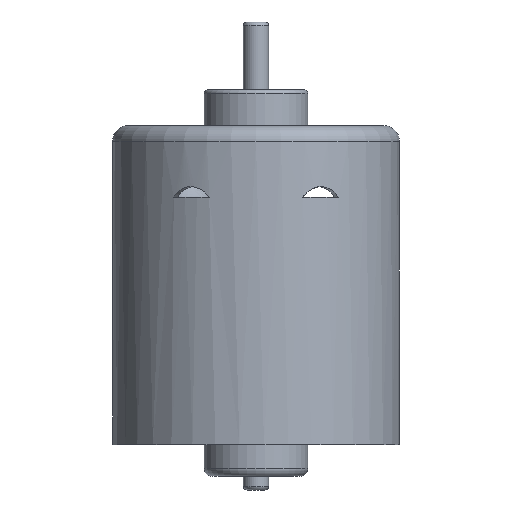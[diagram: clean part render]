
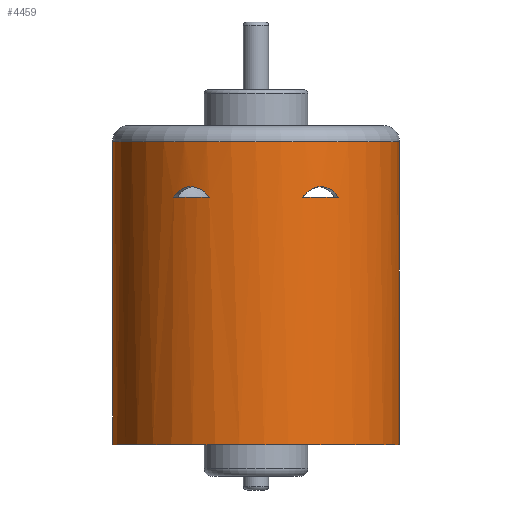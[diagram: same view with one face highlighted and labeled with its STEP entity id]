
A CAD part, left-side view. The second image highlights one B-rep face of the part: STEP entity #4459.
In plain terms, the highlighted cylindrical face has radius 18 mm (diameter 36 mm), a full revolution.
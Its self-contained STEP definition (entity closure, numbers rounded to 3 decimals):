
#37=ELLIPSE('',#4786,25.456,18.);
#39=ELLIPSE('',#4790,25.456,18.);
#41=B_SPLINE_CURVE_WITH_KNOTS('',3,(#6553,#6554,#6555,#6556,#6557,#6558,
#6559),.UNSPECIFIED.,.F.,.F.,(4,1,1,1,4),(0.,0.001,0.003,
0.004,0.006),.UNSPECIFIED.);
#43=B_SPLINE_CURVE_WITH_KNOTS('',3,(#6574,#6575,#6576,#6577,#6578,#6579,
#6580),.UNSPECIFIED.,.F.,.F.,(4,1,1,1,4),(0.,0.001,0.003,
0.004,0.006),.UNSPECIFIED.);
#45=B_SPLINE_CURVE_WITH_KNOTS('',3,(#6622,#6623,#6624,#6625,#6626,#6627,
#6628),.UNSPECIFIED.,.F.,.F.,(4,1,1,1,4),(0.,0.001,0.003,
0.004,0.006),.UNSPECIFIED.);
#48=B_SPLINE_CURVE_WITH_KNOTS('',3,(#10002,#10003,#10004,#10005,#10006,
#10007,#10008),.UNSPECIFIED.,.F.,.F.,(4,1,1,1,4),(-0.003,
-0.001,0.,0.001,0.003),
 .UNSPECIFIED.);
#151=CIRCLE('',#4776,18.);
#154=CIRCLE('',#4782,18.);
#156=CIRCLE('',#4794,18.);
#157=CIRCLE('',#4796,18.);
#159=CIRCLE('',#4800,18.);
#162=CIRCLE('',#4805,18.);
#185=CIRCLE('',#4831,18.);
#363=CYLINDRICAL_SURFACE('',#4875,18.);
#746=ORIENTED_EDGE('',*,*,#1655,.T.);
#747=ORIENTED_EDGE('',*,*,#1627,.T.);
#748=ORIENTED_EDGE('',*,*,#1616,.T.);
#749=ORIENTED_EDGE('',*,*,#1620,.T.);
#750=ORIENTED_EDGE('',*,*,#1624,.T.);
#751=ORIENTED_EDGE('',*,*,#1599,.T.);
#752=ORIENTED_EDGE('',*,*,#1601,.T.);
#753=ORIENTED_EDGE('',*,*,#1592,.T.);
#754=ORIENTED_EDGE('',*,*,#1596,.T.);
#755=ORIENTED_EDGE('',*,*,#1589,.T.);
#756=ORIENTED_EDGE('',*,*,#1587,.T.);
#757=ORIENTED_EDGE('',*,*,#1583,.T.);
#758=ORIENTED_EDGE('',*,*,#1579,.T.);
#759=ORIENTED_EDGE('',*,*,#1607,.T.);
#760=ORIENTED_EDGE('',*,*,#1605,.T.);
#761=ORIENTED_EDGE('',*,*,#1612,.T.);
#762=ORIENTED_EDGE('',*,*,#1609,.T.);
#1579=EDGE_CURVE('',#2272,#2271,#151,.F.);
#1583=EDGE_CURVE('',#2271,#2272,#41,.T.);
#1587=EDGE_CURVE('',#2274,#2277,#43,.T.);
#1589=EDGE_CURVE('',#2277,#2274,#154,.F.);
#1592=EDGE_CURVE('',#2281,#2280,#2803,.T.);
#1596=EDGE_CURVE('',#2280,#2283,#37,.T.);
#1599=EDGE_CURVE('',#2283,#2285,#2808,.T.);
#1601=EDGE_CURVE('',#2285,#2281,#39,.T.);
#1605=EDGE_CURVE('',#2286,#2289,#45,.T.);
#1607=EDGE_CURVE('',#2289,#2286,#156,.F.);
#1609=EDGE_CURVE('',#2292,#2291,#157,.F.);
#1612=EDGE_CURVE('',#2291,#2292,#48,.T.);
#1616=EDGE_CURVE('',#2296,#2295,#2813,.T.);
#1620=EDGE_CURVE('',#2295,#2299,#159,.T.);
#1624=EDGE_CURVE('',#2299,#2301,#2819,.T.);
#1627=EDGE_CURVE('',#2301,#2296,#162,.F.);
#1655=EDGE_CURVE('',#2327,#2327,#185,.T.);
#2271=VERTEX_POINT('',#6539);
#2272=VERTEX_POINT('',#6541);
#2274=VERTEX_POINT('',#6562);
#2277=VERTEX_POINT('',#6573);
#2280=VERTEX_POINT('',#6589);
#2281=VERTEX_POINT('',#6591);
#2283=VERTEX_POINT('',#6597);
#2285=VERTEX_POINT('',#6603);
#2286=VERTEX_POINT('',#6610);
#2289=VERTEX_POINT('',#6621);
#2291=VERTEX_POINT('',#6638);
#2292=VERTEX_POINT('',#6640);
#2295=VERTEX_POINT('',#10044);
#2296=VERTEX_POINT('',#10046);
#2299=VERTEX_POINT('',#10053);
#2301=VERTEX_POINT('',#10060);
#2327=VERTEX_POINT('',#10309);
#2803=LINE('',#6590,#3249);
#2808=LINE('',#6604,#3254);
#2813=LINE('',#10045,#3259);
#2819=LINE('',#10061,#3265);
#3249=VECTOR('',#5304,1000.);
#3254=VECTOR('',#5317,1000.);
#3259=VECTOR('',#5344,1000.);
#3265=VECTOR('',#5358,1000.);
#3769=EDGE_LOOP('',(#746));
#3770=EDGE_LOOP('',(#747,#748,#749,#750));
#3771=EDGE_LOOP('',(#751,#752,#753,#754));
#3772=EDGE_LOOP('',(#755,#756));
#3773=EDGE_LOOP('',(#757,#758));
#3774=EDGE_LOOP('',(#759,#760));
#3775=EDGE_LOOP('',(#761,#762));
#4068=FACE_BOUND('',#3769,.T.);
#4069=FACE_BOUND('',#3770,.T.);
#4070=FACE_BOUND('',#3771,.T.);
#4071=FACE_BOUND('',#3772,.T.);
#4072=FACE_BOUND('',#3773,.T.);
#4073=FACE_BOUND('',#3774,.T.);
#4074=FACE_BOUND('',#3775,.T.);
#4459=ADVANCED_FACE('',(#4068,#4069,#4070,#4071,#4072,#4073,#4074),#363,
 .F.);
#4776=AXIS2_PLACEMENT_3D('',#6540,#5283,#5284);
#4782=AXIS2_PLACEMENT_3D('',#6583,#5298,#5299);
#4786=AXIS2_PLACEMENT_3D('',#6598,#5311,#5312);
#4790=AXIS2_PLACEMENT_3D('',#6607,#5322,#5323);
#4794=AXIS2_PLACEMENT_3D('',#6631,#5332,#5333);
#4796=AXIS2_PLACEMENT_3D('',#6639,#5336,#5337);
#4800=AXIS2_PLACEMENT_3D('',#10054,#5350,#5351);
#4805=AXIS2_PLACEMENT_3D('',#10065,#5364,#5365);
#4831=AXIS2_PLACEMENT_3D('',#10308,#5416,#5417);
#4875=AXIS2_PLACEMENT_3D('',#11095,#5520,#5521);
#5283=DIRECTION('',(0.,0.,-1.));
#5284=DIRECTION('',(-1.,0.,0.));
#5298=DIRECTION('',(0.,0.,-1.));
#5299=DIRECTION('',(-1.,0.,0.));
#5304=DIRECTION('',(0.,0.,1.));
#5311=DIRECTION('',(0.123,-0.696,-0.707));
#5312=DIRECTION('',(0.123,-0.696,0.707));
#5317=DIRECTION('',(0.,0.,-1.));
#5322=DIRECTION('',(0.123,-0.696,0.707));
#5323=DIRECTION('',(-0.123,0.696,0.707));
#5332=DIRECTION('',(0.,0.,-1.));
#5333=DIRECTION('',(-1.,0.,0.));
#5336=DIRECTION('',(0.,0.,-1.));
#5337=DIRECTION('',(-1.,0.,0.));
#5344=DIRECTION('',(0.,0.,1.));
#5350=DIRECTION('',(0.,0.,-1.));
#5351=DIRECTION('',(-1.,0.,0.));
#5358=DIRECTION('',(0.,0.,-1.));
#5364=DIRECTION('',(0.,0.,1.));
#5365=DIRECTION('',(1.,0.,0.));
#5416=DIRECTION('',(0.,0.,1.));
#5417=DIRECTION('',(1.,0.,0.));
#5520=DIRECTION('',(0.,0.,1.));
#5521=DIRECTION('',(1.,0.,0.));
#6539=CARTESIAN_POINT('',(18.016,-6.01,8.75));
#6540=CARTESIAN_POINT('',(0.999,-0.145,8.75));
#6541=CARTESIAN_POINT('',(15.747,-10.465,8.75));
#6553=CARTESIAN_POINT('',(18.016,-6.01,8.75));
#6554=CARTESIAN_POINT('',(17.926,-6.272,9.164));
#6555=CARTESIAN_POINT('',(17.67,-6.976,9.84));
#6556=CARTESIAN_POINT('',(17.056,-8.327,10.217));
#6557=CARTESIAN_POINT('',(16.326,-9.615,9.841));
#6558=CARTESIAN_POINT('',(15.905,-10.238,9.164));
#6559=CARTESIAN_POINT('',(15.747,-10.465,8.75));
#6562=CARTESIAN_POINT('',(-13.749,-10.465,8.75));
#6573=CARTESIAN_POINT('',(-16.019,-6.01,8.75));
#6574=CARTESIAN_POINT('',(-13.749,-10.465,8.75));
#6575=CARTESIAN_POINT('',(-13.908,-10.238,9.164));
#6576=CARTESIAN_POINT('',(-14.327,-9.616,9.84));
#6577=CARTESIAN_POINT('',(-15.059,-8.326,10.217));
#6578=CARTESIAN_POINT('',(-15.672,-6.978,9.841));
#6579=CARTESIAN_POINT('',(-15.929,-6.272,9.164));
#6580=CARTESIAN_POINT('',(-16.019,-6.01,8.75));
#6583=CARTESIAN_POINT('',(0.999,-0.145,8.75));
#6589=CARTESIAN_POINT('',(4.714,-17.757,2.54));
#6590=CARTESIAN_POINT('',(4.714,-17.757,-3.25));
#6591=CARTESIAN_POINT('',(4.714,-17.757,-5.04));
#6597=CARTESIAN_POINT('',(3.532,-17.966,2.54));
#6598=CARTESIAN_POINT('',(0.999,-0.145,-15.45));
#6603=CARTESIAN_POINT('',(3.532,-17.966,-5.04));
#6604=CARTESIAN_POINT('',(3.532,-17.966,-3.25));
#6607=CARTESIAN_POINT('',(0.999,-0.145,12.95));
#6610=CARTESIAN_POINT('',(-16.019,5.72,8.75));
#6621=CARTESIAN_POINT('',(-13.749,10.175,8.75));
#6622=CARTESIAN_POINT('',(-16.019,5.72,8.75));
#6623=CARTESIAN_POINT('',(-15.929,5.982,9.164));
#6624=CARTESIAN_POINT('',(-15.672,6.687,9.84));
#6625=CARTESIAN_POINT('',(-15.059,8.038,10.217));
#6626=CARTESIAN_POINT('',(-14.328,9.326,9.841));
#6627=CARTESIAN_POINT('',(-13.908,9.948,9.164));
#6628=CARTESIAN_POINT('',(-13.749,10.175,8.75));
#6631=CARTESIAN_POINT('',(0.999,-0.145,8.75));
#6638=CARTESIAN_POINT('',(15.747,10.175,8.75));
#6639=CARTESIAN_POINT('',(0.999,-0.145,8.75));
#6640=CARTESIAN_POINT('',(18.016,5.72,8.75));
#10002=CARTESIAN_POINT('',(15.747,10.175,8.75));
#10003=CARTESIAN_POINT('',(15.906,9.948,9.162));
#10004=CARTESIAN_POINT('',(16.323,9.33,9.84));
#10005=CARTESIAN_POINT('',(17.061,8.03,10.218));
#10006=CARTESIAN_POINT('',(17.673,6.68,9.836));
#10007=CARTESIAN_POINT('',(17.926,5.983,9.16));
#10008=CARTESIAN_POINT('',(18.016,5.72,8.75));
#10044=CARTESIAN_POINT('',(-0.501,17.793,-20.05));
#10045=CARTESIAN_POINT('',(-0.501,17.793,-3.25));
#10046=CARTESIAN_POINT('',(-0.501,17.793,-22.25));
#10053=CARTESIAN_POINT('',(2.499,17.793,-20.05));
#10054=CARTESIAN_POINT('',(0.999,-0.145,-20.05));
#10060=CARTESIAN_POINT('',(2.499,17.793,-22.25));
#10061=CARTESIAN_POINT('',(2.499,17.793,-3.25));
#10065=CARTESIAN_POINT('',(0.999,-0.145,-22.25));
#10308=CARTESIAN_POINT('',(0.999,-0.145,15.75));
#10309=CARTESIAN_POINT('',(18.999,-0.145,15.75));
#11095=CARTESIAN_POINT('',(0.999,-0.145,-22.25));
